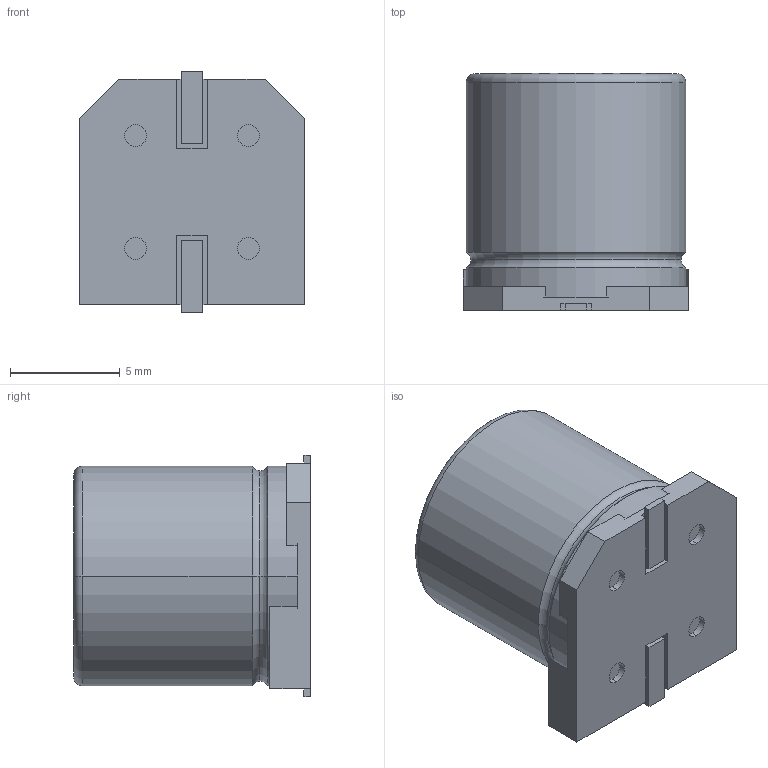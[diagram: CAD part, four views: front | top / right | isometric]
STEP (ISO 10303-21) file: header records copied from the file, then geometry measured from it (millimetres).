
FILE_DESCRIPTION (( 'STEP AP214' ), '1' );
FILE_NAME ('User Library-Capacitor Electrolytic SMD.STEP', '2014-03-01T23:54:32', ( 'Windows User' ), ( '' ), 'SwSTEP 2.0', 'SolidWorks 2014', '' );
FILE_SCHEMA (( 'AUTOMOTIVE_DESIGN' ));
Length unit declared in the file: millimetre
Products named in the file (1): User Library-Capacitor Electrolytic SMD
Bounding box: 10.3 x 10.8 x 11 mm (x, y, z)
Volume: 871.3 mm3; surface area: 606.9 mm2
Topology: 1 solids, 1 shells, 69 faces, 216 edges, 163 vertices
Faces by surface type: plane 47, cylinder 16, torus 6
Entity records: 3947 total; most frequent: CARTESIAN_POINT 1239, ORIENTED_EDGE 432, DIRECTION 347, EDGE_CURVE 216, VERTEX_POINT 163, VECTOR 119, LINE 119, AXIS2_PLACEMENT_3D 114
